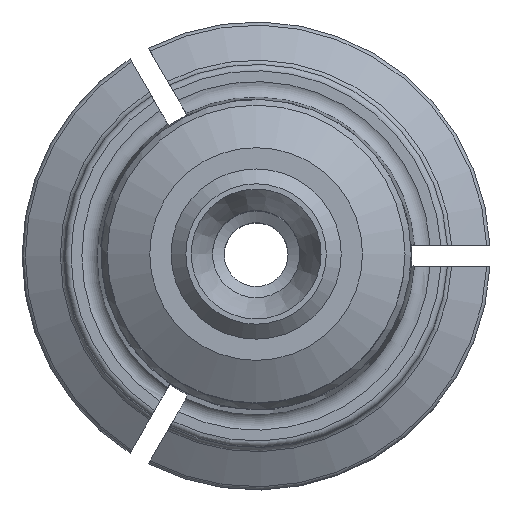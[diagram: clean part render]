
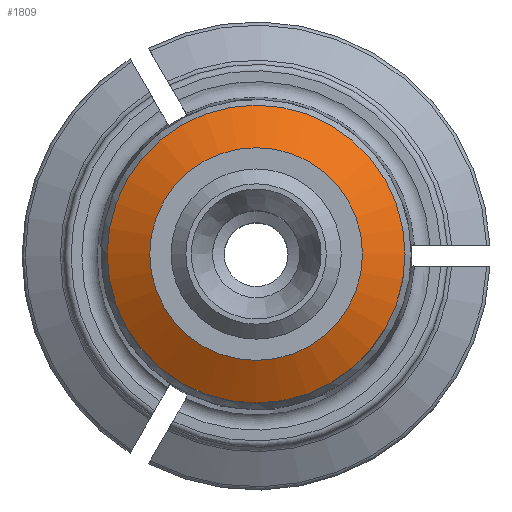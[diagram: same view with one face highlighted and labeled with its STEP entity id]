
A CAD part, top view. The second image highlights one B-rep face of the part: STEP entity #1809.
In plain terms, the highlighted conical face has half-angle 60 degrees and reference radius 7 mm.
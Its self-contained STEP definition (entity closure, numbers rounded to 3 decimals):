
#64=CONICAL_SURFACE('',#1977,7.,1.047);
#161=CIRCLE('',#1976,7.);
#162=CIRCLE('',#1978,5.);
#611=ORIENTED_EDGE('',*,*,#807,.F.);
#612=ORIENTED_EDGE('',*,*,#806,.T.);
#806=EDGE_CURVE('',#943,#943,#161,.T.);
#807=EDGE_CURVE('',#944,#944,#162,.T.);
#943=VERTEX_POINT('',#3073);
#944=VERTEX_POINT('',#3076);
#1125=EDGE_LOOP('',(#611));
#1126=EDGE_LOOP('',(#612));
#1239=FACE_BOUND('',#1125,.T.);
#1240=FACE_BOUND('',#1126,.T.);
#1809=ADVANCED_FACE('',(#1239,#1240),#64,.T.);
#1976=AXIS2_PLACEMENT_3D('',#3072,#2334,#2335);
#1977=AXIS2_PLACEMENT_3D('',#3074,#2336,#2337);
#1978=AXIS2_PLACEMENT_3D('',#3075,#2338,#2339);
#2334=DIRECTION('',(0.,0.,1.));
#2335=DIRECTION('',(1.,0.,0.));
#2336=DIRECTION('',(0.,0.,-1.));
#2337=DIRECTION('',(-1.,0.,0.));
#2338=DIRECTION('',(0.,0.,1.));
#2339=DIRECTION('',(1.,0.,0.));
#3072=CARTESIAN_POINT('',(0.,0.,53.345));
#3073=CARTESIAN_POINT('',(7.,0.,53.345));
#3074=CARTESIAN_POINT('',(0.,0.,53.345));
#3075=CARTESIAN_POINT('',(0.,0.,54.5));
#3076=CARTESIAN_POINT('',(5.,0.,54.5));
